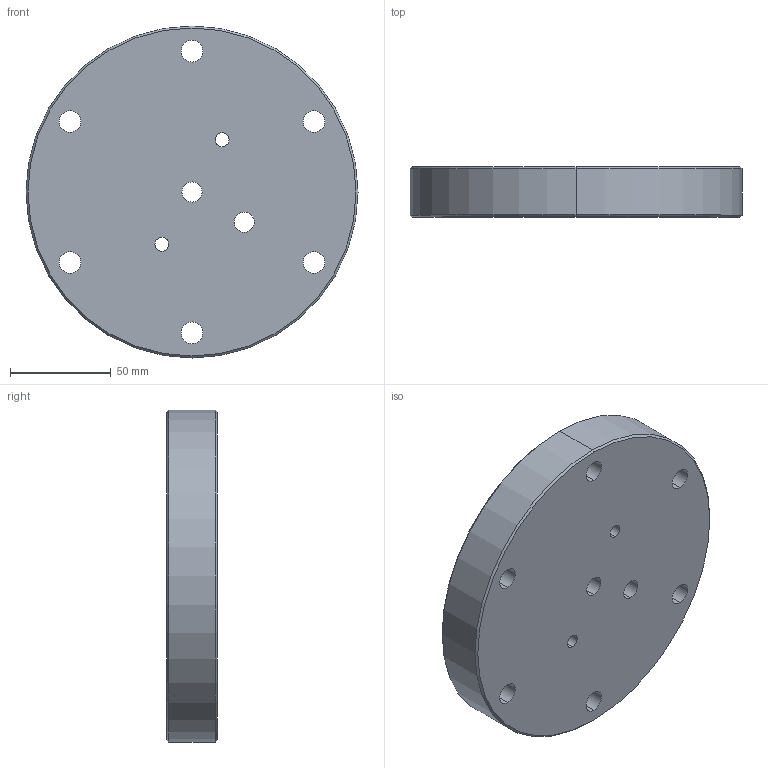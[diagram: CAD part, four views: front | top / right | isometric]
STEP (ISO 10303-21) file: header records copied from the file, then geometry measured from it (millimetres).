
FILE_DESCRIPTION (( 'STEP AP214' ), '1' );
FILE_NAME ('05-0205.STEP', '2022-11-10T17:53:43', ( '' ), ( '' ), 'SwSTEP 2.0', 'SolidWorks 2021', '' );
FILE_SCHEMA (( 'AUTOMOTIVE_DESIGN' ));
Length unit declared in the file: millimetre
Products named in the file (1): 05-0205
Bounding box: 165 x 25 x 165 mm (x, y, z)
Volume: 502740.8 mm3; surface area: 62705.9 mm2
Topology: 1 solids, 1 shells, 62 faces, 142 edges, 88 vertices
Faces by surface type: cylinder 34, cone 20, plane 8
Entity records: 2266 total; most frequent: DIRECTION 356, CARTESIAN_POINT 293, ORIENTED_EDGE 284, AXIS2_PLACEMENT_3D 151, EDGE_CURVE 142, VERTEX_POINT 88, EDGE_LOOP 88, CIRCLE 88
